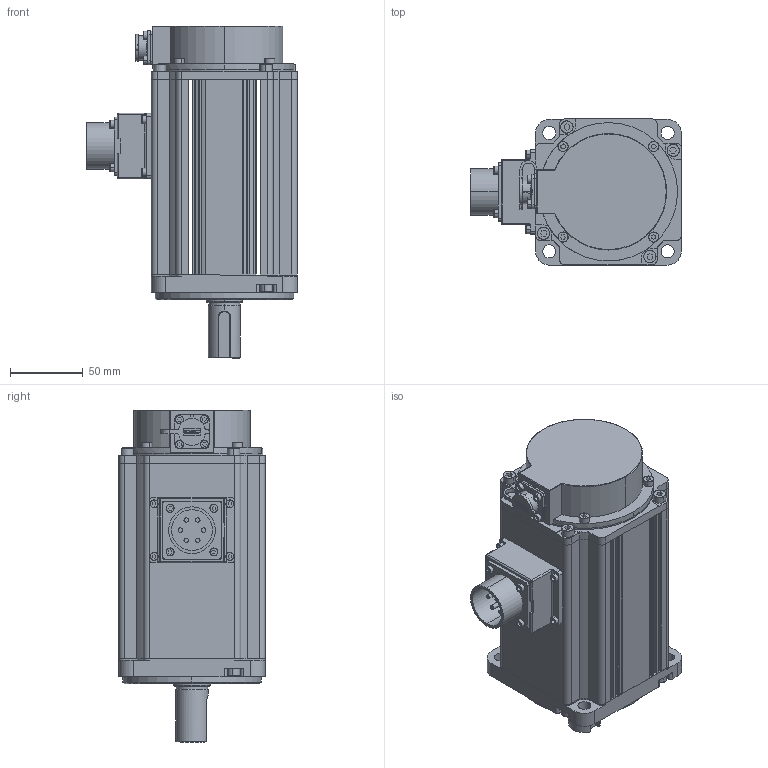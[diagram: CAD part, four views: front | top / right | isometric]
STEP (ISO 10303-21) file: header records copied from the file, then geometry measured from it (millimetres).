
FILE_DESCRIPTION (( 'STEP AP203' ), '1' );
FILE_NAME ('MS6S-100CS(M)30BZ2-21P5.STEP', '2022-10-18T03:25:20', ( '' ), ( '' ), 'SwSTEP 2.0', 'SolidWorks 2016', '' );
FILE_SCHEMA (( 'CONFIG_CONTROL_DESIGN' ));
Length unit declared in the file: millimetre
Products named in the file (1): MS6S-100CS(M)30BZ2-21P5
Bounding box: 144.8 x 100.3 x 228 mm (x, y, z)
Surface area: 129892 mm2 (no closed solid volume)
Topology: 0 solids, 41 shells, 948 faces, 3009 edges, 2092 vertices
Faces by surface type: plane 447, cylinder 316, torus 109, cone 39, bspline 33, sphere 4
Entity records: 35148 total; most frequent: CARTESIAN_POINT 8657, DIRECTION 5636, ORIENTED_EDGE 4992, EDGE_CURVE 3004, VERTEX_POINT 2092, AXIS2_PLACEMENT_3D 2011, VECTOR 1614, LINE 1614
